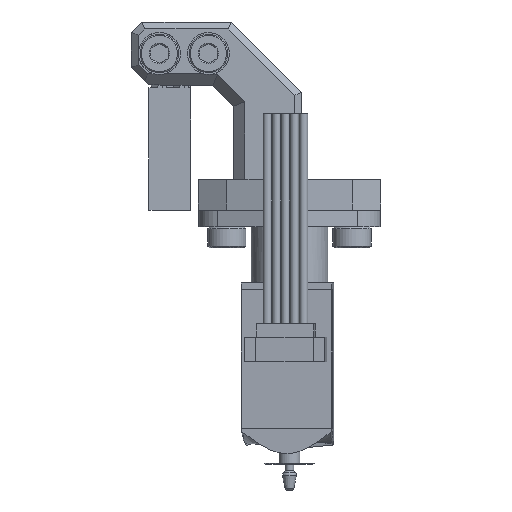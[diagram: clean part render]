
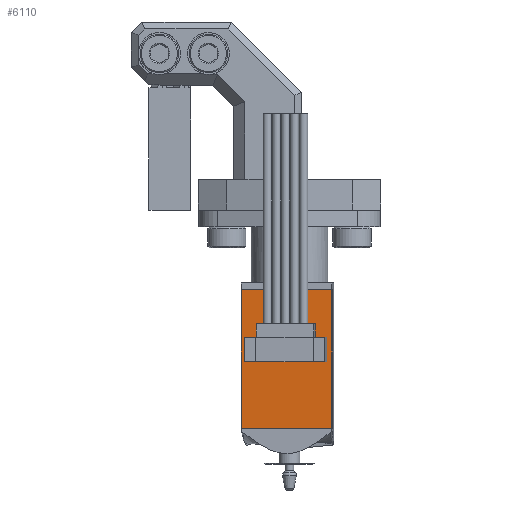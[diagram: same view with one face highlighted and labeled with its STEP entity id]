
A CAD part, front view. The second image highlights one B-rep face of the part: STEP entity #6110.
In plain terms, the highlighted face is planar.
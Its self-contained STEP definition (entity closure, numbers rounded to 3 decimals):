
#90=FACE_BOUND('',#1057,.T.);
#213=PLANE('',#6596);
#682=FACE_OUTER_BOUND('',#1056,.T.);
#1056=EDGE_LOOP('',(#4541,#4542,#4543,#4544));
#1057=EDGE_LOOP('',(#4545,#4546,#4547,#4548,#4549,#4550,#4551,#4552));
#1569=LINE('',#12087,#2047);
#1573=LINE('',#12096,#2051);
#1578=LINE('',#12104,#2056);
#1581=LINE('',#12108,#2059);
#1646=LINE('',#15408,#2124);
#1647=LINE('',#15410,#2125);
#1648=LINE('',#15412,#2126);
#1649=LINE('',#15414,#2127);
#1650=LINE('',#15416,#2128);
#1651=LINE('',#15418,#2129);
#1652=LINE('',#15420,#2130);
#1653=LINE('',#15421,#2131);
#2047=VECTOR('',#7049,1000.);
#2051=VECTOR('',#7055,1000.);
#2056=VECTOR('',#7062,1000.);
#2059=VECTOR('',#7067,1000.);
#2124=VECTOR('',#7388,1000.);
#2125=VECTOR('',#7389,1000.);
#2126=VECTOR('',#7390,1000.);
#2127=VECTOR('',#7391,1000.);
#2128=VECTOR('',#7392,1000.);
#2129=VECTOR('',#7393,1000.);
#2130=VECTOR('',#7394,1000.);
#2131=VECTOR('',#7395,1000.);
#2570=VERTEX_POINT('',#12085);
#2571=VERTEX_POINT('',#12086);
#2574=VERTEX_POINT('',#12094);
#2575=VERTEX_POINT('',#12095);
#2669=VERTEX_POINT('',#15406);
#2670=VERTEX_POINT('',#15407);
#2671=VERTEX_POINT('',#15409);
#2672=VERTEX_POINT('',#15411);
#2673=VERTEX_POINT('',#15413);
#2674=VERTEX_POINT('',#15415);
#2675=VERTEX_POINT('',#15417);
#2676=VERTEX_POINT('',#15419);
#3165=EDGE_CURVE('',#2570,#2571,#1569,.T.);
#3169=EDGE_CURVE('',#2574,#2575,#1573,.T.);
#3174=EDGE_CURVE('',#2574,#2571,#1578,.T.);
#3177=EDGE_CURVE('',#2575,#2570,#1581,.T.);
#3349=EDGE_CURVE('',#2669,#2670,#1646,.T.);
#3350=EDGE_CURVE('',#2671,#2669,#1647,.T.);
#3351=EDGE_CURVE('',#2671,#2672,#1648,.T.);
#3352=EDGE_CURVE('',#2672,#2673,#1649,.T.);
#3353=EDGE_CURVE('',#2673,#2674,#1650,.T.);
#3354=EDGE_CURVE('',#2674,#2675,#1651,.T.);
#3355=EDGE_CURVE('',#2675,#2676,#1652,.T.);
#3356=EDGE_CURVE('',#2676,#2670,#1653,.T.);
#4541=ORIENTED_EDGE('',*,*,#3174,.F.);
#4542=ORIENTED_EDGE('',*,*,#3169,.T.);
#4543=ORIENTED_EDGE('',*,*,#3177,.T.);
#4544=ORIENTED_EDGE('',*,*,#3165,.T.);
#4545=ORIENTED_EDGE('',*,*,#3349,.F.);
#4546=ORIENTED_EDGE('',*,*,#3350,.F.);
#4547=ORIENTED_EDGE('',*,*,#3351,.T.);
#4548=ORIENTED_EDGE('',*,*,#3352,.T.);
#4549=ORIENTED_EDGE('',*,*,#3353,.T.);
#4550=ORIENTED_EDGE('',*,*,#3354,.T.);
#4551=ORIENTED_EDGE('',*,*,#3355,.T.);
#4552=ORIENTED_EDGE('',*,*,#3356,.T.);
#6110=ADVANCED_FACE('',(#682,#90),#213,.T.);
#6596=AXIS2_PLACEMENT_3D('',#15405,#7386,#7387);
#7049=DIRECTION('',(0.,0.,1.));
#7055=DIRECTION('',(0.,0.,-1.));
#7062=DIRECTION('',(-0.99,0.139,0.));
#7067=DIRECTION('',(-0.99,0.139,0.));
#7386=DIRECTION('center_axis',(0.139,0.99,0.));
#7387=DIRECTION('ref_axis',(-0.99,0.139,0.));
#7388=DIRECTION('',(-0.99,0.139,0.));
#7389=DIRECTION('',(0.,0.,-1.));
#7390=DIRECTION('',(-0.99,0.139,0.));
#7391=DIRECTION('',(0.,0.,1.));
#7392=DIRECTION('',(-0.99,0.139,0.));
#7393=DIRECTION('',(0.,0.,-1.));
#7394=DIRECTION('',(-0.99,0.139,0.));
#7395=DIRECTION('',(0.,0.,-1.));
#12085=CARTESIAN_POINT('',(-0.708,5.841,-31.15));
#12086=CARTESIAN_POINT('',(-0.708,5.841,-11.4));
#12087=CARTESIAN_POINT('',(-0.708,5.841,-15.838));
#12094=CARTESIAN_POINT('',(12.097,4.042,-11.4));
#12095=CARTESIAN_POINT('',(12.097,4.042,-31.15));
#12096=CARTESIAN_POINT('',(12.097,4.042,-15.838));
#12104=CARTESIAN_POINT('',(5.694,4.941,-11.4));
#12108=CARTESIAN_POINT('',(5.694,4.941,-31.15));
#15405=CARTESIAN_POINT('Origin',(5.702,4.94,-23.54));
#15406=CARTESIAN_POINT('',(11.389,4.141,-21.7));
#15407=CARTESIAN_POINT('',(0.,5.742,-21.7));
#15408=CARTESIAN_POINT('',(11.389,4.141,-21.7));
#15409=CARTESIAN_POINT('',(11.389,4.141,-18.2));
#15410=CARTESIAN_POINT('',(11.389,4.141,-18.2));
#15411=CARTESIAN_POINT('',(9.804,4.364,-18.2));
#15412=CARTESIAN_POINT('',(1.585,5.519,-18.2));
#15413=CARTESIAN_POINT('',(9.804,4.364,-16.2));
#15414=CARTESIAN_POINT('',(9.804,4.364,-18.2));
#15415=CARTESIAN_POINT('',(1.585,5.519,-16.2));
#15416=CARTESIAN_POINT('',(9.804,4.364,-16.2));
#15417=CARTESIAN_POINT('',(1.585,5.519,-18.2));
#15418=CARTESIAN_POINT('',(1.585,5.519,-16.2));
#15419=CARTESIAN_POINT('',(0.,5.742,-18.2));
#15420=CARTESIAN_POINT('',(1.585,5.519,-18.2));
#15421=CARTESIAN_POINT('',(0.,5.742,-18.2));
